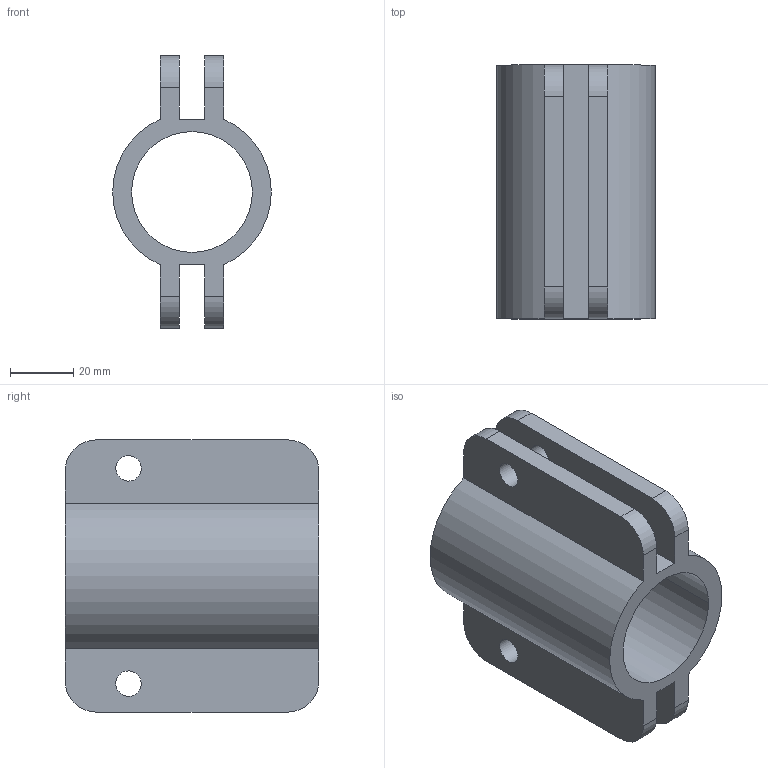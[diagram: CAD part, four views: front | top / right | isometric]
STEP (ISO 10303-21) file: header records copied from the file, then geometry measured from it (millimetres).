
FILE_DESCRIPTION(('CATIA V5 STEP Exchange'),'2;1');
FILE_NAME('Support verin.stp','2022-08-16T14:20:32+00:00',('none'),('none'),'CATIA Version 5 Release 19 GA (IN-10)','CATIA V5 STEP AP203','none');
FILE_SCHEMA(('CONFIG_CONTROL_DESIGN'));
Length unit declared in the file: millimetre
Products named in the file (1): Support verin
Bounding box: 50 x 80 x 85.83 mm (x, y, z)
Volume: 97544.7 mm3; surface area: 36996 mm2
Topology: 1 solids, 1 shells, 36 faces, 102 edges, 68 vertices
Faces by surface type: cylinder 20, plane 16
Entity records: 1143 total; most frequent: ORIENTED_EDGE 204, CARTESIAN_POINT 194, DIRECTION 148, EDGE_CURVE 102, VERTEX_POINT 68, AXIS2_PLACEMENT_3D 64, VECTOR 62, LINE 62
